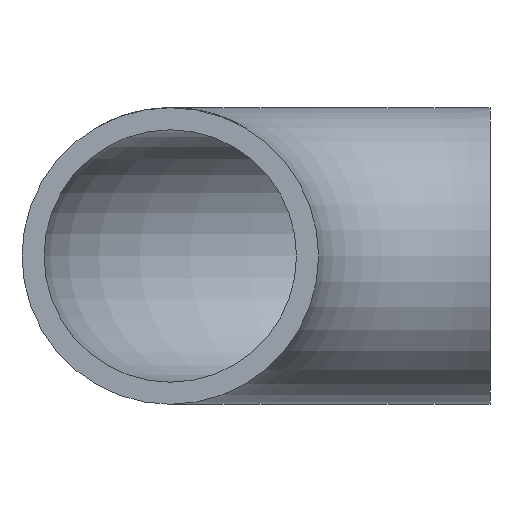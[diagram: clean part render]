
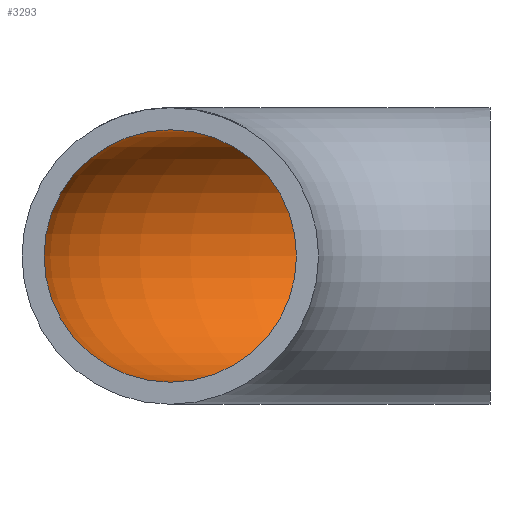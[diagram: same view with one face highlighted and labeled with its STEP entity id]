
A CAD part, front view. The second image highlights one B-rep face of the part: STEP entity #3293.
In plain terms, the highlighted toroidal (fillet/blend) face has major radius 29 mm and minor radius 11.45 mm.
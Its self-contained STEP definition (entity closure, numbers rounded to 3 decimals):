
#35 = EDGE_LOOP ( 'NONE', ( #4813 ) ) ;
#1113 = CARTESIAN_POINT ( 'NONE',  ( 0., 29., 0. ) ) ;
#1174 = DIRECTION ( 'NONE',  ( 0., 0., 1. ) ) ;
#1839 = FACE_OUTER_BOUND ( 'NONE', #2009, .T. ) ;
#2009 = EDGE_LOOP ( 'NONE', ( #6914 ) ) ;
#2423 = CARTESIAN_POINT ( 'NONE',  ( -29., 0., 0. ) ) ;
#2795 = CIRCLE ( 'NONE', #7408, 11.45 ) ;
#2849 = EDGE_CURVE ( 'NONE', #3500, #3500, #2795, .T. ) ;
#3041 = DIRECTION ( 'NONE',  ( 0., 1., 0. ) ) ;
#3293 = ADVANCED_FACE ( 'NONE', ( #4319, #1839 ), #6747, .F. ) ;
#3375 = EDGE_CURVE ( 'NONE', #5570, #5570, #8558, .T. ) ;
#3500 = VERTEX_POINT ( 'NONE', #4743 ) ;
#4246 = DIRECTION ( 'NONE',  ( 0., 0., -1. ) ) ;
#4319 = FACE_OUTER_BOUND ( 'NONE', #35, .T. ) ;
#4569 = DIRECTION ( 'NONE',  ( 0., 1., 0. ) ) ;
#4707 = CARTESIAN_POINT ( 'NONE',  ( 0., 40.45, 0. ) ) ;
#4743 = CARTESIAN_POINT ( 'NONE',  ( -29., 0., 11.45 ) ) ;
#4813 = ORIENTED_EDGE ( 'NONE', *, *, #3375, .T. ) ;
#5570 = VERTEX_POINT ( 'NONE', #4707 ) ;
#5925 = DIRECTION ( 'NONE',  ( 1., 0., 0. ) ) ;
#6254 = AXIS2_PLACEMENT_3D ( 'NONE', #7996, #4246, #7937 ) ;
#6747 = TOROIDAL_SURFACE ( 'NONE', #6254, 29., 11.45 ) ;
#6914 = ORIENTED_EDGE ( 'NONE', *, *, #2849, .F. ) ;
#7408 = AXIS2_PLACEMENT_3D ( 'NONE', #2423, #4569, #1174 ) ;
#7937 = DIRECTION ( 'NONE',  ( -1., 0., 0. ) ) ;
#7996 = CARTESIAN_POINT ( 'NONE',  ( 0., 0., 0. ) ) ;
#8298 = AXIS2_PLACEMENT_3D ( 'NONE', #1113, #5925, #3041 ) ;
#8558 = CIRCLE ( 'NONE', #8298, 11.45 ) ;
